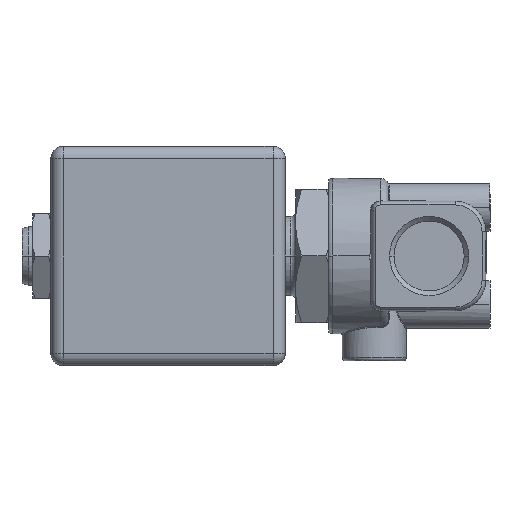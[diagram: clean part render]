
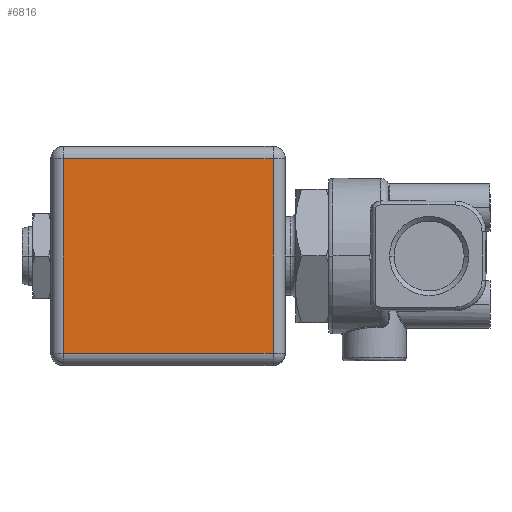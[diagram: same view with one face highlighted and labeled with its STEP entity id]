
A CAD part, left-side view. The second image highlights one B-rep face of the part: STEP entity #6816.
In plain terms, the highlighted planar face has unit normal (-1, 0, 0).
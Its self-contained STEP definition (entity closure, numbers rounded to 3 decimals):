
#731=DIRECTION('',(0.,-1.,0.));
#732=VECTOR('',#731,34.5);
#733=CARTESIAN_POINT('',(-23.5,60.15,-16.));
#734=LINE('',#733,#732);
#745=DIRECTION('',(0.,0.,-1.));
#746=VECTOR('',#745,32.);
#747=CARTESIAN_POINT('',(-23.5,60.15,16.));
#748=LINE('',#747,#746);
#753=DIRECTION('',(0.,-1.,0.));
#754=VECTOR('',#753,34.5);
#755=CARTESIAN_POINT('',(-23.5,60.15,16.));
#756=LINE('',#755,#754);
#757=DIRECTION('',(0.,0.,-1.));
#758=VECTOR('',#757,32.);
#759=CARTESIAN_POINT('',(-23.5,25.65,16.));
#760=LINE('',#759,#758);
#4577=CARTESIAN_POINT('',(-23.5,60.15,16.));
#4578=VERTEX_POINT('',#4577);
#4579=CARTESIAN_POINT('',(-23.5,25.65,16.));
#4580=VERTEX_POINT('',#4579);
#4581=CARTESIAN_POINT('',(-23.5,25.65,-16.));
#4582=VERTEX_POINT('',#4581);
#4583=CARTESIAN_POINT('',(-23.5,60.15,-16.));
#4584=VERTEX_POINT('',#4583);
#6803=CARTESIAN_POINT('',(-23.5,42.9,0.));
#6804=DIRECTION('',(1.,0.,0.));
#6805=DIRECTION('',(0.,1.,0.));
#6806=AXIS2_PLACEMENT_3D('',#6803,#6804,#6805);
#6807=PLANE('',#6806);
#6808=ORIENTED_EDGE('',*,*,#6787,.F.);
#6810=ORIENTED_EDGE('',*,*,#6809,.T.);
#6812=ORIENTED_EDGE('',*,*,#6811,.T.);
#6813=ORIENTED_EDGE('',*,*,#6748,.F.);
#6814=EDGE_LOOP('',(#6808,#6810,#6812,#6813));
#6815=FACE_OUTER_BOUND('',#6814,.F.);
#6748=EDGE_CURVE('',#4584,#4582,#734,.T.);
#6787=EDGE_CURVE('',#4578,#4584,#748,.T.);
#6809=EDGE_CURVE('',#4578,#4580,#756,.T.);
#6811=EDGE_CURVE('',#4580,#4582,#760,.T.);
#6816=ADVANCED_FACE('',(#6815),#6807,.F.);
